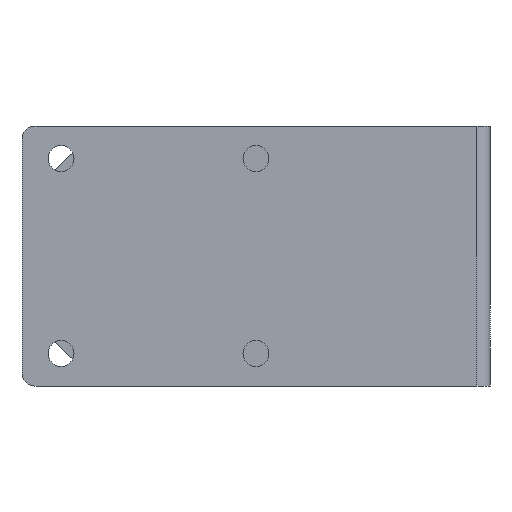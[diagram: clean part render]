
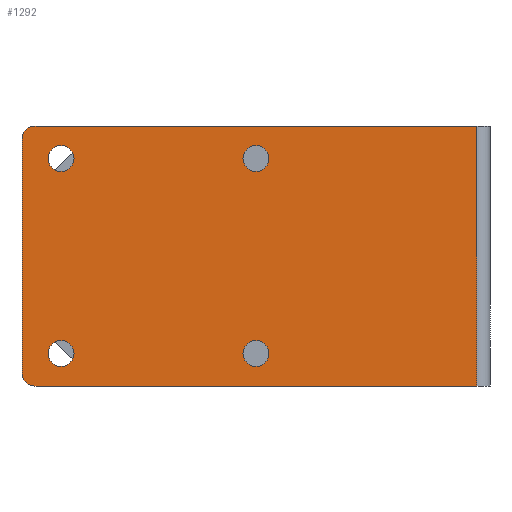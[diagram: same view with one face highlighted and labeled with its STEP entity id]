
A CAD part, left-side view. The second image highlights one B-rep face of the part: STEP entity #1292.
In plain terms, the highlighted planar face has unit normal (-1, 0, 0).
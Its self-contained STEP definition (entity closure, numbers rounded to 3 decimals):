
#446=CARTESIAN_POINT('',(-27.713,35.,10.5));
#447=VERTEX_POINT('',#446);
#454=CARTESIAN_POINT('',(-27.713,1.,10.5));
#455=VERTEX_POINT('',#454);
#456=CARTESIAN_POINT('',(-27.713,1.,10.5));
#457=DIRECTION('',(0.,1.,0.));
#458=VECTOR('',#457,34.);
#459=LINE('',#456,#458);
#460=EDGE_CURVE('',#455,#447,#459,.T.);
#544=CARTESIAN_POINT('',(-27.713,35.,-9.5));
#545=VERTEX_POINT('',#544);
#546=CARTESIAN_POINT('',(-27.713,1.,-9.5));
#547=VERTEX_POINT('',#546);
#548=CARTESIAN_POINT('',(-27.713,35.,-9.5));
#549=DIRECTION('',(0.,-1.,0.));
#550=VECTOR('',#549,34.);
#551=LINE('',#548,#550);
#552=EDGE_CURVE('',#545,#547,#551,.T.);
#1082=CARTESIAN_POINT('',(-27.713,36.,-8.5));
#1083=VERTEX_POINT('',#1082);
#1090=CARTESIAN_POINT('',(-27.713,36.,9.5));
#1091=VERTEX_POINT('',#1090);
#1092=CARTESIAN_POINT('',(-27.713,36.,9.5));
#1093=DIRECTION('',(0.,0.,-1.));
#1094=VECTOR('',#1093,18.);
#1095=LINE('',#1092,#1094);
#1096=EDGE_CURVE('',#1091,#1083,#1095,.T.);
#1218=CARTESIAN_POINT('',(-27.713,0.,0.));
#1219=DIRECTION('',(1.,0.,0.));
#1220=DIRECTION('',(0.,0.,-1.));
#1221=AXIS2_PLACEMENT_3D('',#1218,#1219,#1220);
#1222=PLANE('',#1221);
#1223=CARTESIAN_POINT('',(-27.713,33.,-6.));
#1224=VERTEX_POINT('',#1223);
#1225=CARTESIAN_POINT('',(-27.713,33.,-7.));
#1226=DIRECTION('',(-1.,0.,0.));
#1227=DIRECTION('',(0.,0.,1.));
#1228=AXIS2_PLACEMENT_3D('',#1225,#1226,#1227);
#1229=CIRCLE('',#1228,1.);
#1230=EDGE_CURVE('',#1224,#1224,#1229,.T.);
#1231=ORIENTED_EDGE('',*,*,#1230,.F.);
#1232=EDGE_LOOP('',(#1231));
#1233=FACE_BOUND('',#1232,.T.);
#1234=CARTESIAN_POINT('',(-27.713,18.,-6.));
#1235=VERTEX_POINT('',#1234);
#1236=CARTESIAN_POINT('',(-27.713,18.,-7.));
#1237=DIRECTION('',(-1.,0.,0.));
#1238=DIRECTION('',(0.,0.,1.));
#1239=AXIS2_PLACEMENT_3D('',#1236,#1237,#1238);
#1240=CIRCLE('',#1239,1.);
#1241=EDGE_CURVE('',#1235,#1235,#1240,.T.);
#1242=ORIENTED_EDGE('',*,*,#1241,.F.);
#1243=EDGE_LOOP('',(#1242));
#1244=FACE_BOUND('',#1243,.T.);
#1245=CARTESIAN_POINT('',(-27.713,18.,9.));
#1246=VERTEX_POINT('',#1245);
#1247=CARTESIAN_POINT('',(-27.713,18.,8.));
#1248=DIRECTION('',(-1.,0.,0.));
#1249=DIRECTION('',(0.,0.,1.));
#1250=AXIS2_PLACEMENT_3D('',#1247,#1248,#1249);
#1251=CIRCLE('',#1250,1.);
#1252=EDGE_CURVE('',#1246,#1246,#1251,.T.);
#1253=ORIENTED_EDGE('',*,*,#1252,.F.);
#1254=EDGE_LOOP('',(#1253));
#1255=FACE_BOUND('',#1254,.T.);
#1256=CARTESIAN_POINT('',(-27.713,33.,9.));
#1257=VERTEX_POINT('',#1256);
#1258=CARTESIAN_POINT('',(-27.713,33.,8.));
#1259=DIRECTION('',(-1.,0.,0.));
#1260=DIRECTION('',(0.,0.,1.));
#1261=AXIS2_PLACEMENT_3D('',#1258,#1259,#1260);
#1262=CIRCLE('',#1261,1.);
#1263=EDGE_CURVE('',#1257,#1257,#1262,.T.);
#1264=ORIENTED_EDGE('',*,*,#1263,.F.);
#1265=EDGE_LOOP('',(#1264));
#1266=FACE_BOUND('',#1265,.T.);
#1267=ORIENTED_EDGE('',*,*,#1096,.T.);
#1268=CARTESIAN_POINT('',(-27.713,35.,-8.5));
#1269=DIRECTION('',(-1.,-0.,-0.));
#1270=DIRECTION('',(0.,0.,-1.));
#1271=AXIS2_PLACEMENT_3D('',#1268,#1269,#1270);
#1272=CIRCLE('',#1271,1.);
#1273=EDGE_CURVE('',#1083,#545,#1272,.T.);
#1274=ORIENTED_EDGE('',*,*,#1273,.T.);
#1275=ORIENTED_EDGE('',*,*,#552,.T.);
#1276=CARTESIAN_POINT('',(-27.713,1.,-9.5));
#1277=DIRECTION('',(0.,0.,1.));
#1278=VECTOR('',#1277,20.);
#1279=LINE('',#1276,#1278);
#1280=EDGE_CURVE('',#547,#455,#1279,.T.);
#1281=ORIENTED_EDGE('',*,*,#1280,.T.);
#1282=ORIENTED_EDGE('',*,*,#460,.T.);
#1283=CARTESIAN_POINT('',(-27.713,35.,9.5));
#1284=DIRECTION('',(-1.,-0.,-0.));
#1285=DIRECTION('',(0.,0.,-1.));
#1286=AXIS2_PLACEMENT_3D('',#1283,#1284,#1285);
#1287=CIRCLE('',#1286,1.);
#1288=EDGE_CURVE('',#447,#1091,#1287,.T.);
#1289=ORIENTED_EDGE('',*,*,#1288,.T.);
#1290=EDGE_LOOP('',(#1267,#1274,#1275,#1281,#1282,#1289));
#1291=FACE_BOUND('',#1290,.T.);
#1292=ADVANCED_FACE('',(#1233,#1244,#1255,#1266,#1291),#1222,.F.);
